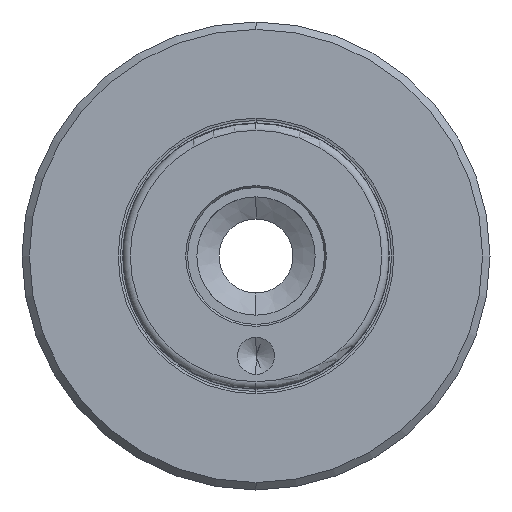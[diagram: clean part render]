
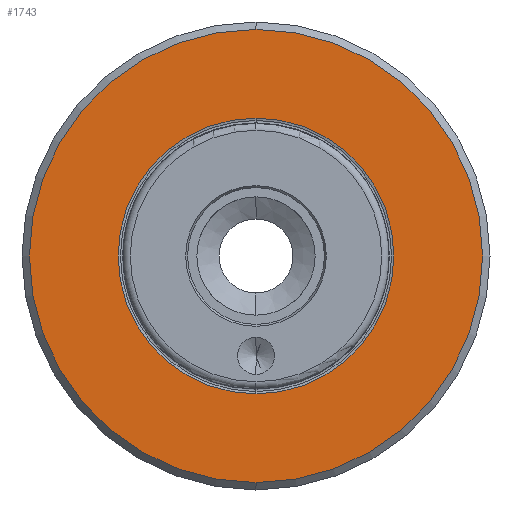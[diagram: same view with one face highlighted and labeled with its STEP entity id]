
A CAD part, left-side view. The second image highlights one B-rep face of the part: STEP entity #1743.
In plain terms, the highlighted planar face has unit normal (-1, 0, 0).
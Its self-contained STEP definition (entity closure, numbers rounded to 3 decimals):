
#193 = CARTESIAN_POINT ( 'NONE',  ( 40., 0., 30.635 ) ) ;
#246 = CARTESIAN_POINT ( 'NONE',  ( 40., 0., 0. ) ) ;
#253 = DIRECTION ( 'NONE',  ( -1., 0., 0. ) ) ;
#528 = CARTESIAN_POINT ( 'NONE',  ( 40., 0., 0. ) ) ;
#562 = DIRECTION ( 'NONE',  ( 0., 0., 1. ) ) ;
#610 = EDGE_LOOP ( 'NONE', ( #629, #2570 ) ) ;
#629 = ORIENTED_EDGE ( 'NONE', *, *, #1712, .T. ) ;
#632 = EDGE_CURVE ( 'NONE', #3065, #1223, #2504, .T. ) ;
#668 = EDGE_LOOP ( 'NONE', ( #2293, #705 ) ) ;
#705 = ORIENTED_EDGE ( 'NONE', *, *, #3435, .F. ) ;
#769 = CIRCLE ( 'NONE', #893, 30.635 ) ;
#805 = EDGE_CURVE ( 'NONE', #1150, #2475, #1296, .T. ) ;
#826 = DIRECTION ( 'NONE',  ( 0., 0., 1. ) ) ;
#893 = AXIS2_PLACEMENT_3D ( 'NONE', #528, #2657, #826 ) ;
#1150 = VERTEX_POINT ( 'NONE', #1993 ) ;
#1223 = VERTEX_POINT ( 'NONE', #3852 ) ;
#1296 = CIRCLE ( 'NONE', #2626, 18.639 ) ;
#1300 = CARTESIAN_POINT ( 'NONE',  ( 40., 0., 0. ) ) ;
#1399 = AXIS2_PLACEMENT_3D ( 'NONE', #2089, #253, #2407 ) ;
#1464 = AXIS2_PLACEMENT_3D ( 'NONE', #1300, #3442, #1623 ) ;
#1623 = DIRECTION ( 'NONE',  ( 0., 0., 1. ) ) ;
#1712 = EDGE_CURVE ( 'NONE', #1223, #3065, #769, .T. ) ;
#1743 = ADVANCED_FACE ( 'NONE', ( #3831, #3031 ), #1775, .F. ) ;
#1760 = CARTESIAN_POINT ( 'NONE',  ( 40., 0., -18.639 ) ) ;
#1775 = PLANE ( 'NONE',  #2328 ) ;
#1993 = CARTESIAN_POINT ( 'NONE',  ( 40., 0., 18.639 ) ) ;
#2076 = DIRECTION ( 'NONE',  ( 0., 0., -1. ) ) ;
#2089 = CARTESIAN_POINT ( 'NONE',  ( 40., 0., 0. ) ) ;
#2293 = ORIENTED_EDGE ( 'NONE', *, *, #805, .F. ) ;
#2328 = AXIS2_PLACEMENT_3D ( 'NONE', #3296, #3887, #2076 ) ;
#2397 = DIRECTION ( 'NONE',  ( -1., 0., 0. ) ) ;
#2407 = DIRECTION ( 'NONE',  ( 0., 0., 1. ) ) ;
#2475 = VERTEX_POINT ( 'NONE', #1760 ) ;
#2504 = CIRCLE ( 'NONE', #1399, 30.635 ) ;
#2570 = ORIENTED_EDGE ( 'NONE', *, *, #632, .T. ) ;
#2626 = AXIS2_PLACEMENT_3D ( 'NONE', #246, #2397, #562 ) ;
#2657 = DIRECTION ( 'NONE',  ( -1., 0., 0. ) ) ;
#2896 = CIRCLE ( 'NONE', #1464, 18.639 ) ;
#3031 = FACE_OUTER_BOUND ( 'NONE', #610, .T. ) ;
#3065 = VERTEX_POINT ( 'NONE', #193 ) ;
#3296 = CARTESIAN_POINT ( 'NONE',  ( 40., 18.639, 0. ) ) ;
#3435 = EDGE_CURVE ( 'NONE', #2475, #1150, #2896, .T. ) ;
#3442 = DIRECTION ( 'NONE',  ( -1., 0., 0. ) ) ;
#3831 = FACE_BOUND ( 'NONE', #668, .T. ) ;
#3852 = CARTESIAN_POINT ( 'NONE',  ( 40., 0., -30.635 ) ) ;
#3887 = DIRECTION ( 'NONE',  ( 1., 0., 0. ) ) ;
